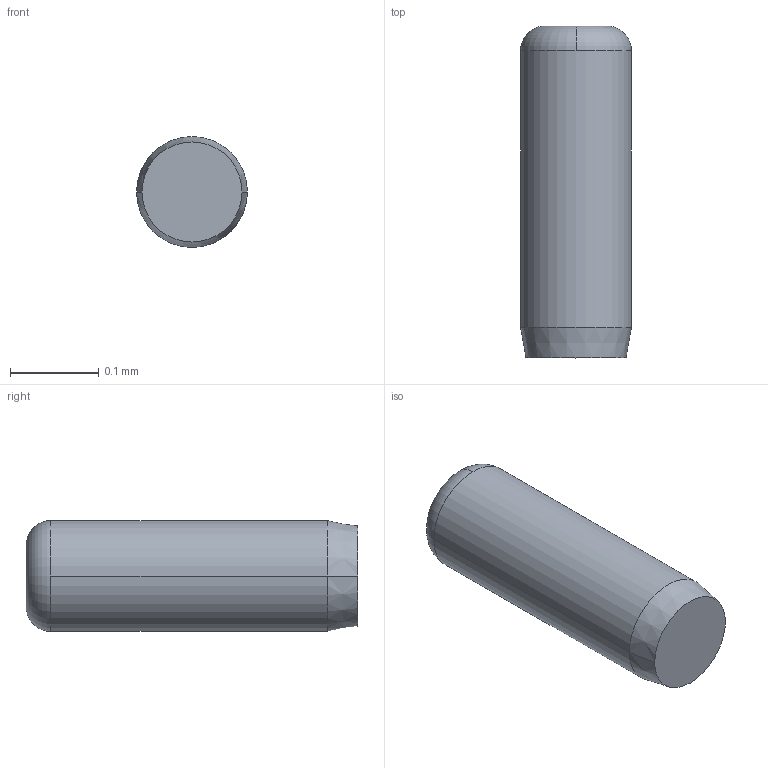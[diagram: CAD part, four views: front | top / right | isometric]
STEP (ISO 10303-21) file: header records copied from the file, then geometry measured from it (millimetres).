
FILE_DESCRIPTION(('produced by SPATIAL CORP'),'2;1');
FILE_NAME( 'ms16555-625.hh.sat.stp','2002-04-22T18:10:21+00:00',('SPATIAL CORP'),( 'SPATIAL CORP'),'ACIS STEP Husk','http://www.spatial.com', 'SPATIAL CORP');
FILE_SCHEMA(('CONFIG_CONTROL_DESIGN'));
Length unit declared in the file: millimetre
Products named in the file (1): PRODUCT_ID_1
Bounding box: 0.13 x 0.38 x 0.13 mm (x, y, z)
Volume: 0 mm3; surface area: 0.2 mm2
Topology: 1 solids, 1 shells, 8 faces, 17 edges, 11 vertices
Faces by surface type: plane 2, torus 2, cylinder 2, cone 2
Entity records: 276 total; most frequent: ORIENTED_EDGE 34, DIRECTION 32, CARTESIAN_POINT 29, EDGE_CURVE 17, AXIS2_PLACEMENT_3D 14, VERTEX_POINT 11, CIRCLE 9, EDGE_LOOP 8
